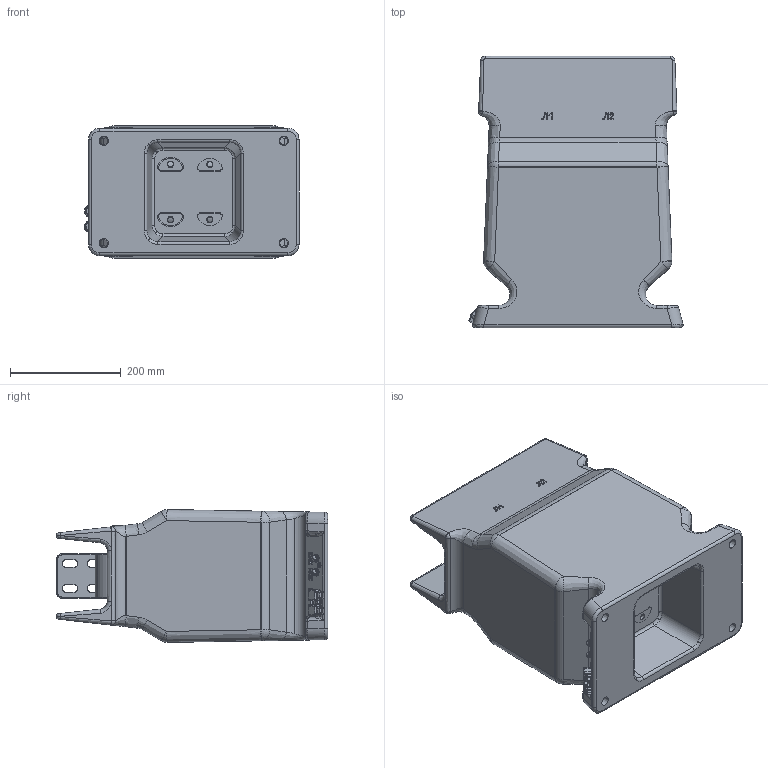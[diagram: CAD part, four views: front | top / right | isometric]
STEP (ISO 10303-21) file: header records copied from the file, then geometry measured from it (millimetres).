
FILE_DESCRIPTION (( 'STEP AP203' ), '1' );
FILE_NAME ('1藤.671213.018.STEP', '2023-05-16T08:51:06', ( '' ), ( '' ), 'SwSTEP 2.0', 'SolidWorks 2010', '' );
FILE_SCHEMA (( 'CONFIG_CONTROL_DESIGN' ));
Length unit declared in the file: millimetre
Products named in the file (1): 1藤.671213.018
Bounding box: 386.43 x 490 x 240 mm (x, y, z)
Surface area: 830992.1 mm2 (no closed solid volume)
Topology: 0 solids, 39 shells, 648 faces, 1952 edges, 1302 vertices
Faces by surface type: plane 195, cylinder 154, bspline 146, cone 86, sphere 35, torus 32
Entity records: 26904 total; most frequent: CARTESIAN_POINT 10840, ORIENTED_EDGE 3279, DIRECTION 3139, EDGE_CURVE 1948, VERTEX_POINT 1302, AXIS2_PLACEMENT_3D 1186, LINE 767, VECTOR 767
